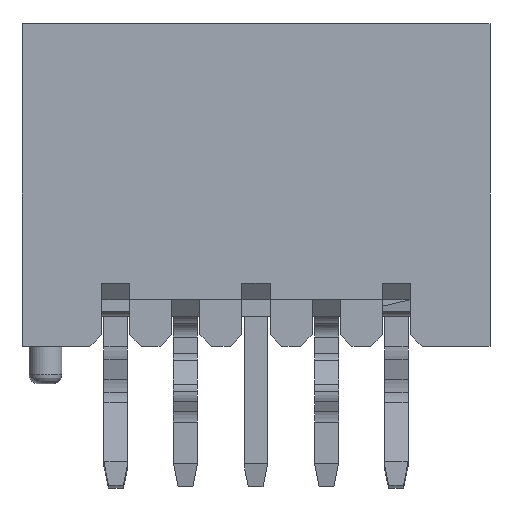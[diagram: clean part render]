
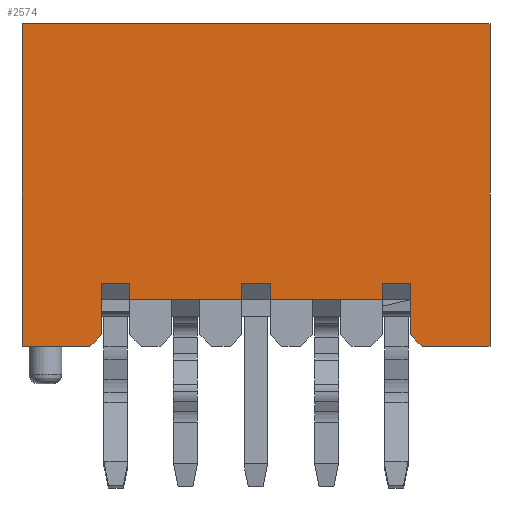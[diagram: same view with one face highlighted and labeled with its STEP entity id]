
A CAD part, front view. The second image highlights one B-rep face of the part: STEP entity #2574.
In plain terms, the highlighted planar face has unit normal (0, -1, 0).
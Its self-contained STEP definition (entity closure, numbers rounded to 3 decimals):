
#458=CARTESIAN_POINT('',(-0.967,0.53,22.85));
#459=VERTEX_POINT('',#458);
#466=CARTESIAN_POINT('',(-0.967,0.53,15.95));
#467=VERTEX_POINT('',#466);
#468=CARTESIAN_POINT('',(-0.967,0.53,22.85));
#469=DIRECTION('',(0.,0.,-1.));
#470=VECTOR('',#469,6.9);
#471=LINE('',#468,#470);
#472=EDGE_CURVE('',#459,#467,#471,.T.);
#666=CARTESIAN_POINT('',(-10.967,0.53,15.95));
#667=VERTEX_POINT('',#666);
#674=CARTESIAN_POINT('',(-10.967,0.53,22.85));
#675=VERTEX_POINT('',#674);
#676=CARTESIAN_POINT('',(-10.967,0.53,15.95));
#677=DIRECTION('',(0.,0.,1.));
#678=VECTOR('',#677,6.9);
#679=LINE('',#676,#678);
#680=EDGE_CURVE('',#667,#675,#679,.T.);
#2425=CARTESIAN_POINT('',(-3.267,0.53,17.3));
#2426=VERTEX_POINT('',#2425);
#2433=CARTESIAN_POINT('',(-3.267,0.53,16.95));
#2434=VERTEX_POINT('',#2433);
#2435=CARTESIAN_POINT('',(-3.267,0.53,17.3));
#2436=DIRECTION('',(0.,0.,-1.));
#2437=VECTOR('',#2436,0.35);
#2438=LINE('',#2435,#2437);
#2439=EDGE_CURVE('',#2426,#2434,#2438,.T.);
#2450=CARTESIAN_POINT('',(-5.967,0.53,19.4));
#2451=DIRECTION('',(0.,0.,1.));
#2452=DIRECTION('',(-0.,-1.,0.));
#2453=AXIS2_PLACEMENT_3D('',#2450,#2452,#2451);
#2454=PLANE('',#2453);
#2455=CARTESIAN_POINT('',(-6.267,0.53,16.95));
#2456=VERTEX_POINT('',#2455);
#2457=CARTESIAN_POINT('',(-6.267,0.53,17.3));
#2458=VERTEX_POINT('',#2457);
#2459=CARTESIAN_POINT('',(-6.267,0.53,16.95));
#2460=DIRECTION('',(0.,0.,1.));
#2461=VECTOR('',#2460,0.35);
#2462=LINE('',#2459,#2461);
#2463=EDGE_CURVE('',#2456,#2458,#2462,.T.);
#2464=ORIENTED_EDGE('',*,*,#2463,.T.);
#2465=CARTESIAN_POINT('',(-5.667,0.53,17.3));
#2466=VERTEX_POINT('',#2465);
#2467=CARTESIAN_POINT('',(-6.267,0.53,17.3));
#2468=DIRECTION('',(1.,0.,0.));
#2469=VECTOR('',#2468,0.6);
#2470=LINE('',#2467,#2469);
#2471=EDGE_CURVE('',#2458,#2466,#2470,.T.);
#2472=ORIENTED_EDGE('',*,*,#2471,.T.);
#2473=CARTESIAN_POINT('',(-5.667,0.53,16.95));
#2474=VERTEX_POINT('',#2473);
#2475=CARTESIAN_POINT('',(-5.667,0.53,17.3));
#2476=DIRECTION('',(0.,0.,-1.));
#2477=VECTOR('',#2476,0.35);
#2478=LINE('',#2475,#2477);
#2479=EDGE_CURVE('',#2466,#2474,#2478,.T.);
#2480=ORIENTED_EDGE('',*,*,#2479,.T.);
#2481=CARTESIAN_POINT('',(-5.667,0.53,16.95));
#2482=DIRECTION('',(1.,0.,0.));
#2483=VECTOR('',#2482,2.4);
#2484=LINE('',#2481,#2483);
#2485=EDGE_CURVE('',#2474,#2434,#2484,.T.);
#2486=ORIENTED_EDGE('',*,*,#2485,.T.);
#2487=ORIENTED_EDGE('',*,*,#2439,.F.);
#2488=CARTESIAN_POINT('',(-2.667,0.53,17.3));
#2489=VERTEX_POINT('',#2488);
#2490=CARTESIAN_POINT('',(-3.267,0.53,17.3));
#2491=DIRECTION('',(1.,0.,0.));
#2492=VECTOR('',#2491,0.6);
#2493=LINE('',#2490,#2492);
#2494=EDGE_CURVE('',#2426,#2489,#2493,.T.);
#2495=ORIENTED_EDGE('',*,*,#2494,.T.);
#2496=CARTESIAN_POINT('',(-2.667,0.53,16.2));
#2497=VERTEX_POINT('',#2496);
#2498=CARTESIAN_POINT('',(-2.667,0.53,17.3));
#2499=DIRECTION('',(0.,0.,-1.));
#2500=VECTOR('',#2499,1.1);
#2501=LINE('',#2498,#2500);
#2502=EDGE_CURVE('',#2489,#2497,#2501,.T.);
#2503=ORIENTED_EDGE('',*,*,#2502,.T.);
#2504=CARTESIAN_POINT('',(-2.417,0.53,15.95));
#2505=VERTEX_POINT('',#2504);
#2506=CARTESIAN_POINT('',(-2.667,0.53,16.2));
#2507=DIRECTION('',(0.707,0.,-0.707));
#2508=VECTOR('',#2507,0.354);
#2509=LINE('',#2506,#2508);
#2510=EDGE_CURVE('',#2497,#2505,#2509,.T.);
#2511=ORIENTED_EDGE('',*,*,#2510,.T.);
#2512=CARTESIAN_POINT('',(-2.417,0.53,15.95));
#2513=DIRECTION('',(1.,0.,0.));
#2514=VECTOR('',#2513,1.45);
#2515=LINE('',#2512,#2514);
#2516=EDGE_CURVE('',#2505,#467,#2515,.T.);
#2517=ORIENTED_EDGE('',*,*,#2516,.T.);
#2518=ORIENTED_EDGE('',*,*,#472,.F.);
#2519=CARTESIAN_POINT('',(-0.967,0.53,22.85));
#2520=DIRECTION('',(-1.,0.,0.));
#2521=VECTOR('',#2520,10.);
#2522=LINE('',#2519,#2521);
#2523=EDGE_CURVE('',#459,#675,#2522,.T.);
#2524=ORIENTED_EDGE('',*,*,#2523,.T.);
#2525=ORIENTED_EDGE('',*,*,#680,.F.);
#2526=CARTESIAN_POINT('',(-9.517,0.53,15.95));
#2527=VERTEX_POINT('',#2526);
#2528=CARTESIAN_POINT('',(-10.967,0.53,15.95));
#2529=DIRECTION('',(1.,0.,0.));
#2530=VECTOR('',#2529,1.45);
#2531=LINE('',#2528,#2530);
#2532=EDGE_CURVE('',#667,#2527,#2531,.T.);
#2533=ORIENTED_EDGE('',*,*,#2532,.T.);
#2534=CARTESIAN_POINT('',(-9.267,0.53,16.2));
#2535=VERTEX_POINT('',#2534);
#2536=CARTESIAN_POINT('',(-9.517,0.53,15.95));
#2537=DIRECTION('',(0.707,0.,0.707));
#2538=VECTOR('',#2537,0.354);
#2539=LINE('',#2536,#2538);
#2540=EDGE_CURVE('',#2527,#2535,#2539,.T.);
#2541=ORIENTED_EDGE('',*,*,#2540,.T.);
#2542=CARTESIAN_POINT('',(-9.267,0.53,17.3));
#2543=VERTEX_POINT('',#2542);
#2544=CARTESIAN_POINT('',(-9.267,0.53,16.2));
#2545=DIRECTION('',(0.,0.,1.));
#2546=VECTOR('',#2545,1.1);
#2547=LINE('',#2544,#2546);
#2548=EDGE_CURVE('',#2535,#2543,#2547,.T.);
#2549=ORIENTED_EDGE('',*,*,#2548,.T.);
#2550=CARTESIAN_POINT('',(-8.667,0.53,17.3));
#2551=VERTEX_POINT('',#2550);
#2552=CARTESIAN_POINT('',(-9.267,0.53,17.3));
#2553=DIRECTION('',(1.,0.,0.));
#2554=VECTOR('',#2553,0.6);
#2555=LINE('',#2552,#2554);
#2556=EDGE_CURVE('',#2543,#2551,#2555,.T.);
#2557=ORIENTED_EDGE('',*,*,#2556,.T.);
#2558=CARTESIAN_POINT('',(-8.667,0.53,16.95));
#2559=VERTEX_POINT('',#2558);
#2560=CARTESIAN_POINT('',(-8.667,0.53,17.3));
#2561=DIRECTION('',(0.,0.,-1.));
#2562=VECTOR('',#2561,0.35);
#2563=LINE('',#2560,#2562);
#2564=EDGE_CURVE('',#2551,#2559,#2563,.T.);
#2565=ORIENTED_EDGE('',*,*,#2564,.T.);
#2566=CARTESIAN_POINT('',(-8.667,0.53,16.95));
#2567=DIRECTION('',(1.,0.,0.));
#2568=VECTOR('',#2567,2.4);
#2569=LINE('',#2566,#2568);
#2570=EDGE_CURVE('',#2559,#2456,#2569,.T.);
#2571=ORIENTED_EDGE('',*,*,#2570,.T.);
#2572=EDGE_LOOP('',(#2464,#2472,#2480,#2486,#2487,#2495,#2503,#2511,#2517,#2518,#2524,#2525,#2533,#2541,#2549,#2557,#2565,#2571));
#2573=FACE_OUTER_BOUND('',#2572,.T.);
#2574=ADVANCED_FACE('',(#2573),#2454,.T.);
